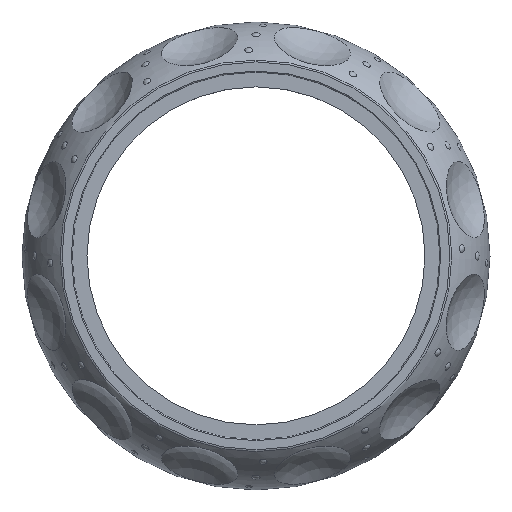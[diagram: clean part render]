
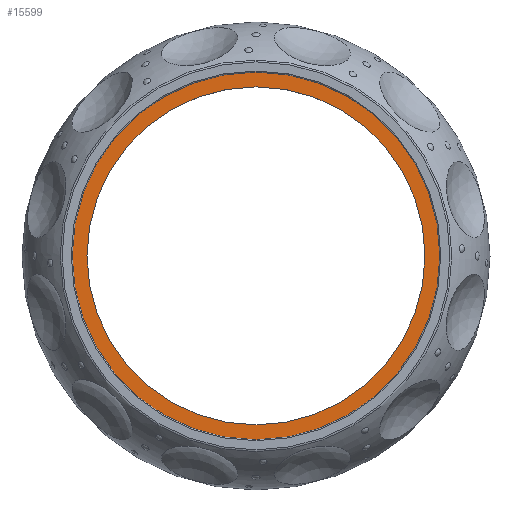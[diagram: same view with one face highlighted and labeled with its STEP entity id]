
A CAD part, top view. The second image highlights one B-rep face of the part: STEP entity #15599.
In plain terms, the highlighted planar face has unit normal (0, 0, 1).
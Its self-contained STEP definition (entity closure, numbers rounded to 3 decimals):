
#15226 = CYLINDRICAL_SURFACE('',#15227,49.5);
#15227 = AXIS2_PLACEMENT_3D('',#15228,#15229,#15230);
#15228 = CARTESIAN_POINT('',(0.,0.,19.75));
#15229 = DIRECTION('',(-0.,-0.,-1.));
#15230 = DIRECTION('',(-1.,0.,0.));
#15495 = VERTEX_POINT('',#15496);
#15496 = CARTESIAN_POINT('',(-49.5,0.,18.));
#15517 = EDGE_CURVE('',#15495,#15495,#15518,.T.);
#15518 = SURFACE_CURVE('',#15519,(#15524,#15531),.PCURVE_S1.);
#15519 = CIRCLE('',#15520,49.5);
#15520 = AXIS2_PLACEMENT_3D('',#15521,#15522,#15523);
#15521 = CARTESIAN_POINT('',(0.,0.,18.));
#15522 = DIRECTION('',(0.,0.,1.));
#15523 = DIRECTION('',(-1.,0.,0.));
#15524 = PCURVE('',#15226,#15525);
#15525 = DEFINITIONAL_REPRESENTATION('',(#15526),#15530);
#15526 = LINE('',#15527,#15528);
#15527 = CARTESIAN_POINT('',(-0.,1.75));
#15528 = VECTOR('',#15529,1.);
#15529 = DIRECTION('',(-1.,0.));
#15530 = ( GEOMETRIC_REPRESENTATION_CONTEXT(2) 
PARAMETRIC_REPRESENTATION_CONTEXT() REPRESENTATION_CONTEXT('2D SPACE',''
  ) );
#15531 = PCURVE('',#15532,#15537);
#15532 = PLANE('',#15533);
#15533 = AXIS2_PLACEMENT_3D('',#15534,#15535,#15536);
#15534 = CARTESIAN_POINT('',(0.,0.,18.));
#15535 = DIRECTION('',(0.,0.,1.));
#15536 = DIRECTION('',(-1.,0.,0.));
#15537 = DEFINITIONAL_REPRESENTATION('',(#15538),#15542);
#15538 = CIRCLE('',#15539,49.5);
#15539 = AXIS2_PLACEMENT_2D('',#15540,#15541);
#15540 = CARTESIAN_POINT('',(0.,0.));
#15541 = DIRECTION('',(1.,0.));
#15542 = ( GEOMETRIC_REPRESENTATION_CONTEXT(2) 
PARAMETRIC_REPRESENTATION_CONTEXT() REPRESENTATION_CONTEXT('2D SPACE',''
  ) );
#15599 = ADVANCED_FACE('',(#15600,#15603),#15532,.T.);
#15600 = FACE_BOUND('',#15601,.T.);
#15601 = EDGE_LOOP('',(#15602));
#15602 = ORIENTED_EDGE('',*,*,#15517,.T.);
#15603 = FACE_BOUND('',#15604,.T.);
#15604 = EDGE_LOOP('',(#15605));
#15605 = ORIENTED_EDGE('',*,*,#15606,.F.);
#15606 = EDGE_CURVE('',#15607,#15607,#15609,.T.);
#15607 = VERTEX_POINT('',#15608);
#15608 = CARTESIAN_POINT('',(-45.5,0.,18.));
#15609 = SURFACE_CURVE('',#15610,(#15615,#15622),.PCURVE_S1.);
#15610 = CIRCLE('',#15611,45.5);
#15611 = AXIS2_PLACEMENT_3D('',#15612,#15613,#15614);
#15612 = CARTESIAN_POINT('',(0.,0.,18.));
#15613 = DIRECTION('',(0.,0.,1.));
#15614 = DIRECTION('',(-1.,0.,0.));
#15615 = PCURVE('',#15532,#15616);
#15616 = DEFINITIONAL_REPRESENTATION('',(#15617),#15621);
#15617 = CIRCLE('',#15618,45.5);
#15618 = AXIS2_PLACEMENT_2D('',#15619,#15620);
#15619 = CARTESIAN_POINT('',(0.,0.));
#15620 = DIRECTION('',(1.,0.));
#15621 = ( GEOMETRIC_REPRESENTATION_CONTEXT(2) 
PARAMETRIC_REPRESENTATION_CONTEXT() REPRESENTATION_CONTEXT('2D SPACE',''
  ) );
#15622 = PCURVE('',#15623,#15628);
#15623 = CYLINDRICAL_SURFACE('',#15624,45.5);
#15624 = AXIS2_PLACEMENT_3D('',#15625,#15626,#15627);
#15625 = CARTESIAN_POINT('',(0.,0.,18.));
#15626 = DIRECTION('',(-0.,-0.,-1.));
#15627 = DIRECTION('',(-1.,0.,0.));
#15628 = DEFINITIONAL_REPRESENTATION('',(#15629),#15633);
#15629 = LINE('',#15630,#15631);
#15630 = CARTESIAN_POINT('',(-0.,0.));
#15631 = VECTOR('',#15632,1.);
#15632 = DIRECTION('',(-1.,0.));
#15633 = ( GEOMETRIC_REPRESENTATION_CONTEXT(2) 
PARAMETRIC_REPRESENTATION_CONTEXT() REPRESENTATION_CONTEXT('2D SPACE',''
  ) );
